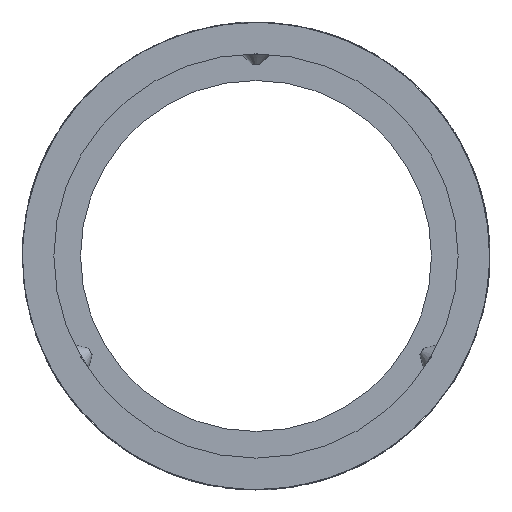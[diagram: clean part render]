
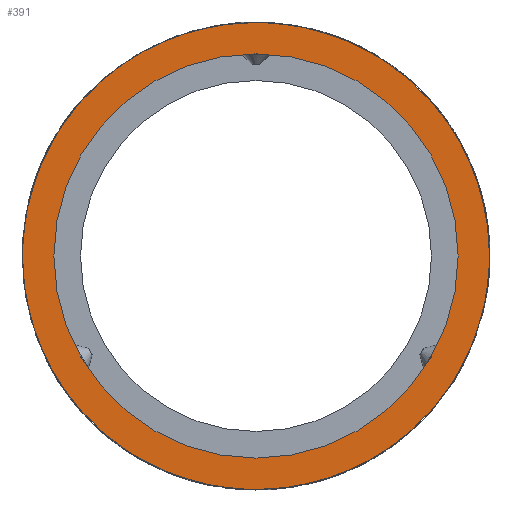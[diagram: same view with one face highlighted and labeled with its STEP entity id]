
A CAD part, left-side view. The second image highlights one B-rep face of the part: STEP entity #391.
In plain terms, the highlighted planar face has unit normal (-1, 0, 0).
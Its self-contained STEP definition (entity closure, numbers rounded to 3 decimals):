
#137=PLANE('',#3310);
#391=ADVANCED_FACE('',(#624,#625),#137,.F.);
#513=CIRCLE('',#3308,19.);
#514=CIRCLE('',#3309,22.);
#624=FACE_BOUND('',#831,.T.);
#625=FACE_BOUND('',#832,.T.);
#831=EDGE_LOOP('',(#1754));
#832=EDGE_LOOP('',(#1755));
#1754=ORIENTED_EDGE('',*,*,#2760,.F.);
#1755=ORIENTED_EDGE('',*,*,#2761,.T.);
#2283=VERTEX_POINT('',#6633);
#2284=VERTEX_POINT('',#6635);
#2760=EDGE_CURVE('',#2283,#2283,#513,.T.);
#2761=EDGE_CURVE('',#2284,#2284,#514,.T.);
#3308=AXIS2_PLACEMENT_3D('',#6632,#3595,#3596);
#3309=AXIS2_PLACEMENT_3D('',#6634,#3597,#3598);
#3310=AXIS2_PLACEMENT_3D('',#6636,#3599,#3600);
#3595=DIRECTION('',(-1.,0.,0.));
#3596=DIRECTION('',(0.,0.,1.));
#3597=DIRECTION('',(-1.,0.,0.));
#3598=DIRECTION('',(0.,0.,1.));
#3599=DIRECTION('',(1.,0.,0.));
#3600=DIRECTION('',(0.,0.,-1.));
#6632=CARTESIAN_POINT('',(0.,0.,0.));
#6633=CARTESIAN_POINT('',(0.,0.,19.));
#6634=CARTESIAN_POINT('',(0.,0.,0.));
#6635=CARTESIAN_POINT('',(0.,0.,22.));
#6636=CARTESIAN_POINT('',(0.,22.,0.));
